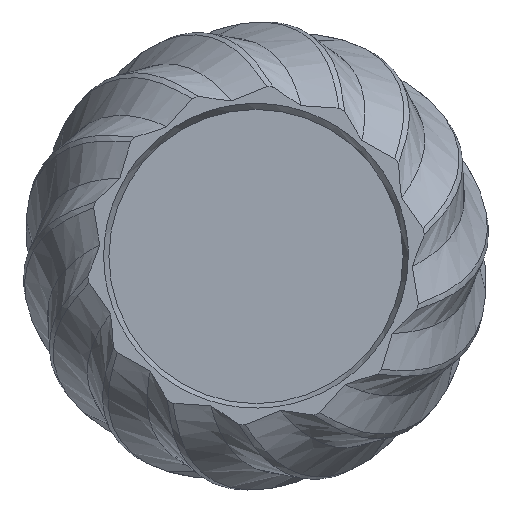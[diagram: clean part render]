
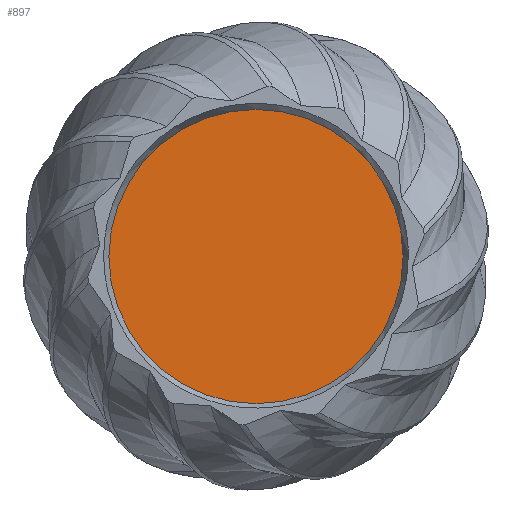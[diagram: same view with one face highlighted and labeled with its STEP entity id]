
A CAD part, top view. The second image highlights one B-rep face of the part: STEP entity #897.
In plain terms, the highlighted planar face has unit normal (0, 0, 1).
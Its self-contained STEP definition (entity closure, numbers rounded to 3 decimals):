
#215=FACE_OUTER_BOUND('',#261,.T.);
#261=EDGE_LOOP('',(#580));
#308=CIRCLE('',#958,49.264);
#309=VERTEX_POINT('',#973);
#423=EDGE_CURVE('',#309,#309,#308,.T.);
#580=ORIENTED_EDGE('',*,*,#423,.T.);
#894=PLANE('',#957);
#897=ADVANCED_FACE('',(#215),#894,.F.);
#957=AXIS2_PLACEMENT_3D('',#972,#963,#964);
#958=AXIS2_PLACEMENT_3D('',#974,#965,#966);
#963=DIRECTION('center_axis',(0.,0.,-1.));
#964=DIRECTION('ref_axis',(-1.,0.,0.));
#965=DIRECTION('center_axis',(0.,0.,1.));
#966=DIRECTION('ref_axis',(1.,0.,0.));
#972=CARTESIAN_POINT('Origin',(41.94,10.156,-32.22));
#973=CARTESIAN_POINT('',(41.94,10.156,-32.22));
#974=CARTESIAN_POINT('Origin',(-7.324,10.156,-32.22));
